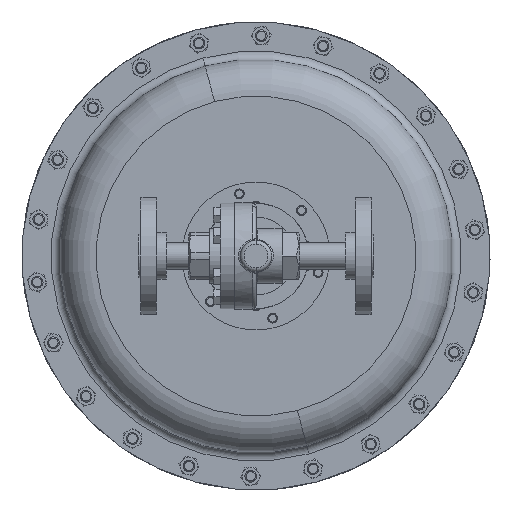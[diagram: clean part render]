
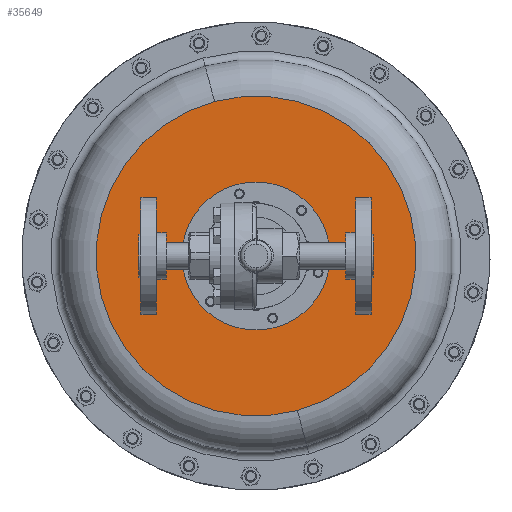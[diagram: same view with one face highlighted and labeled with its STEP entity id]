
A CAD part, front view. The second image highlights one B-rep face of the part: STEP entity #35649.
In plain terms, the highlighted planar face has unit normal (0, -1, 0).
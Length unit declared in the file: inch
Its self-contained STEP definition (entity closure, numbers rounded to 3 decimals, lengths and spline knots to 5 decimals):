
#535 = CARTESIAN_POINT ( 'NONE',  ( 0.75917, 9.98779, 4.00518 ) ) ;
#708 = DIRECTION ( 'NONE',  ( 0., 1., 0. ) ) ;
#1552 = DIRECTION ( 'NONE',  ( 0., 1., 0. ) ) ;
#1731 = CARTESIAN_POINT ( 'NONE',  ( -0.92021, 9.98779, 5.68456 ) ) ;
#2382 = EDGE_LOOP ( 'NONE', ( #4173, #30659 ) ) ;
#3324 = DIRECTION ( 'NONE',  ( -0.707, 0., 0.707 ) ) ;
#3700 = CARTESIAN_POINT ( 'NONE',  ( 0.75917, 9.98779, 4.00518 ) ) ;
#4173 = ORIENTED_EDGE ( 'NONE', *, *, #12016, .T. ) ;
#4906 = DIRECTION ( 'NONE',  ( -0.259, 0., 0.966 ) ) ;
#6535 = DIRECTION ( 'NONE',  ( 0.259, 0., -0.966 ) ) ;
#7167 = VERTEX_POINT ( 'NONE', #1731 ) ;
#7261 = VERTEX_POINT ( 'NONE', #13328 ) ;
#7995 = CARTESIAN_POINT ( 'NONE',  ( -0.56727, 9.98779, 8.95555 ) ) ;
#8216 = EDGE_CURVE ( 'NONE', #7167, #10935, #27779, .T. ) ;
#9552 = CIRCLE ( 'NONE', #18268, 5.125 ) ;
#10480 = FACE_OUTER_BOUND ( 'NONE', #12756, .T. ) ;
#10935 = VERTEX_POINT ( 'NONE', #13154 ) ;
#12016 = EDGE_CURVE ( 'NONE', #10935, #7167, #18916, .T. ) ;
#12756 = EDGE_LOOP ( 'NONE', ( #31475, #17226 ) ) ;
#13154 = CARTESIAN_POINT ( 'NONE',  ( 2.43855, 9.98779, 2.3258 ) ) ;
#13328 = CARTESIAN_POINT ( 'NONE',  ( 2.08562, 9.98779, -0.94519 ) ) ;
#16823 = EDGE_CURVE ( 'NONE', #32487, #7261, #35617, .T. ) ;
#17226 = ORIENTED_EDGE ( 'NONE', *, *, #16823, .F. ) ;
#17330 = AXIS2_PLACEMENT_3D ( 'NONE', #3700, #23149, #6535 ) ;
#17374 = CARTESIAN_POINT ( 'NONE',  ( 0.75917, 9.98779, 4.00518 ) ) ;
#18220 = CARTESIAN_POINT ( 'NONE',  ( 0.75917, 9.98779, 4.00518 ) ) ;
#18268 = AXIS2_PLACEMENT_3D ( 'NONE', #17374, #708, #20157 ) ;
#18748 = CARTESIAN_POINT ( 'NONE',  ( -4.1912, 9.98779, 2.67873 ) ) ;
#18916 = CIRCLE ( 'NONE', #26493, 2.375 ) ;
#19975 = DIRECTION ( 'NONE',  ( 0., 1., 0. ) ) ;
#20157 = DIRECTION ( 'NONE',  ( 0.259, 0., -0.966 ) ) ;
#21010 = DIRECTION ( 'NONE',  ( -0.707, 0., 0.707 ) ) ;
#21301 = PLANE ( 'NONE',  #30020 ) ;
#21527 = DIRECTION ( 'NONE',  ( 0., -1., 0. ) ) ;
#22475 = AXIS2_PLACEMENT_3D ( 'NONE', #18220, #1552, #21010 ) ;
#23149 = DIRECTION ( 'NONE',  ( 0., 1., 0. ) ) ;
#26493 = AXIS2_PLACEMENT_3D ( 'NONE', #535, #19975, #3324 ) ;
#27779 = CIRCLE ( 'NONE', #22475, 2.375 ) ;
#28130 = EDGE_CURVE ( 'NONE', #7261, #32487, #9552, .T. ) ;
#30020 = AXIS2_PLACEMENT_3D ( 'NONE', #18748, #21527, #4906 ) ;
#30659 = ORIENTED_EDGE ( 'NONE', *, *, #8216, .T. ) ;
#31475 = ORIENTED_EDGE ( 'NONE', *, *, #28130, .F. ) ;
#31645 = FACE_BOUND ( 'NONE', #2382, .T. ) ;
#32487 = VERTEX_POINT ( 'NONE', #7995 ) ;
#35617 = CIRCLE ( 'NONE', #17330, 5.125 ) ;
#35649 = ADVANCED_FACE ( 'NONE', ( #10480, #31645 ), #21301, .T. ) ;
